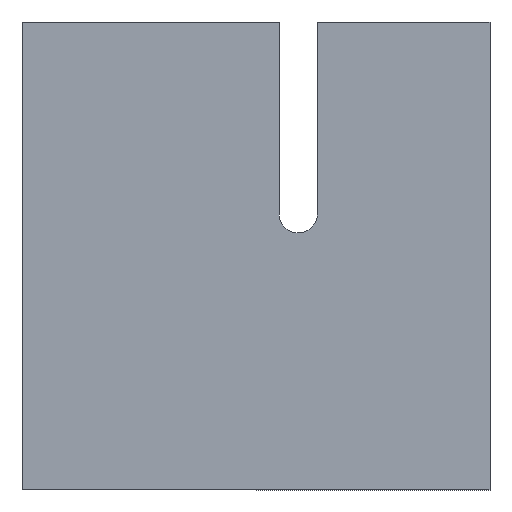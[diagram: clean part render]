
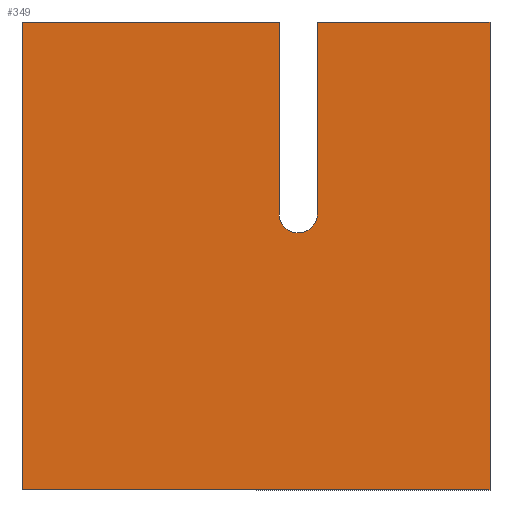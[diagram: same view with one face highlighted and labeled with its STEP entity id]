
A CAD part, front view. The second image highlights one B-rep face of the part: STEP entity #349.
In plain terms, the highlighted planar face has unit normal (0, -1, 0).
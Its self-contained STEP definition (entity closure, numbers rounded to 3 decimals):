
#4 = ORIENTED_EDGE ( 'NONE', *, *, #425, .F. ) ;
#5 = LINE ( 'NONE', #126, #475 ) ;
#11 = DIRECTION ( 'NONE',  ( 0., 0., 1. ) ) ;
#13 = CARTESIAN_POINT ( 'NONE',  ( 72., 0., 72. ) ) ;
#14 = EDGE_CURVE ( 'NONE', #318, #72, #5, .T. ) ;
#16 = EDGE_CURVE ( 'NONE', #420, #194, #148, .T. ) ;
#30 = CARTESIAN_POINT ( 'NONE',  ( 67., 0., 72. ) ) ;
#42 = CARTESIAN_POINT ( 'NONE',  ( 122., 0., 61. ) ) ;
#44 = EDGE_CURVE ( 'NONE', #72, #194, #153, .T. ) ;
#51 = AXIS2_PLACEMENT_3D ( 'NONE', #64, #141, #412 ) ;
#52 = DIRECTION ( 'NONE',  ( 0., 0., -1. ) ) ;
#59 = VERTEX_POINT ( 'NONE', #132 ) ;
#60 = VECTOR ( 'NONE', #129, 1000. ) ;
#64 = CARTESIAN_POINT ( 'NONE',  ( 122.01, 0., 122.01 ) ) ;
#72 = VERTEX_POINT ( 'NONE', #394 ) ;
#75 = FACE_OUTER_BOUND ( 'NONE', #86, .T. ) ;
#76 = DIRECTION ( 'NONE',  ( 0., 0., -1. ) ) ;
#86 = EDGE_LOOP ( 'NONE', ( #441, #118, #4, #137, #176, #218, #289, #166, #189 ) ) ;
#91 = DIRECTION ( 'NONE',  ( 0., -1., 0. ) ) ;
#94 = CARTESIAN_POINT ( 'NONE',  ( 122., 0., 122. ) ) ;
#95 = VERTEX_POINT ( 'NONE', #435 ) ;
#118 = ORIENTED_EDGE ( 'NONE', *, *, #124, .F. ) ;
#124 = EDGE_CURVE ( 'NONE', #59, #318, #179, .T. ) ;
#126 = CARTESIAN_POINT ( 'NONE',  ( 77., 0., 97. ) ) ;
#129 = DIRECTION ( 'NONE',  ( 1., 0., 0. ) ) ;
#132 = CARTESIAN_POINT ( 'NONE',  ( 72., 0., 67. ) ) ;
#137 = ORIENTED_EDGE ( 'NONE', *, *, #172, .T. ) ;
#141 = DIRECTION ( 'NONE',  ( 0., -1., 0. ) ) ;
#142 = CARTESIAN_POINT ( 'NONE',  ( 67., 0., 122. ) ) ;
#146 = CARTESIAN_POINT ( 'NONE',  ( 72., 0., 72. ) ) ;
#148 = LINE ( 'NONE', #42, #401 ) ;
#149 = EDGE_CURVE ( 'NONE', #382, #302, #437, .T. ) ;
#153 = LINE ( 'NONE', #392, #60 ) ;
#163 = CARTESIAN_POINT ( 'NONE',  ( 67., 0., 61. ) ) ;
#166 = ORIENTED_EDGE ( 'NONE', *, *, #16, .T. ) ;
#170 = LINE ( 'NONE', #163, #403 ) ;
#172 = EDGE_CURVE ( 'NONE', #466, #382, #170, .T. ) ;
#173 = DIRECTION ( 'NONE',  ( 0., 0., -1. ) ) ;
#174 = CARTESIAN_POINT ( 'NONE',  ( 0., 0., 122. ) ) ;
#176 = ORIENTED_EDGE ( 'NONE', *, *, #149, .T. ) ;
#179 = CIRCLE ( 'NONE', #274, 5. ) ;
#189 = ORIENTED_EDGE ( 'NONE', *, *, #44, .F. ) ;
#194 = VERTEX_POINT ( 'NONE', #94 ) ;
#211 = LINE ( 'NONE', #213, #328 ) ;
#213 = CARTESIAN_POINT ( 'NONE',  ( 61., 0., 0. ) ) ;
#215 = CARTESIAN_POINT ( 'NONE',  ( 122., 0., 0. ) ) ;
#216 = DIRECTION ( 'NONE',  ( 0., -1., 0. ) ) ;
#218 = ORIENTED_EDGE ( 'NONE', *, *, #285, .T. ) ;
#230 = AXIS2_PLACEMENT_3D ( 'NONE', #146, #216, #76 ) ;
#254 = LINE ( 'NONE', #367, #277 ) ;
#274 = AXIS2_PLACEMENT_3D ( 'NONE', #13, #91, #52 ) ;
#277 = VECTOR ( 'NONE', #173, 1000. ) ;
#284 = CARTESIAN_POINT ( 'NONE',  ( 61., 0., 122. ) ) ;
#285 = EDGE_CURVE ( 'NONE', #302, #95, #254, .T. ) ;
#289 = ORIENTED_EDGE ( 'NONE', *, *, #316, .T. ) ;
#302 = VERTEX_POINT ( 'NONE', #174 ) ;
#313 = DIRECTION ( 'NONE',  ( 0., 0., 1. ) ) ;
#316 = EDGE_CURVE ( 'NONE', #95, #420, #211, .T. ) ;
#318 = VERTEX_POINT ( 'NONE', #452 ) ;
#322 = VECTOR ( 'NONE', #362, 1000. ) ;
#328 = VECTOR ( 'NONE', #368, 1000. ) ;
#349 = ADVANCED_FACE ( 'NONE', ( #75 ), #370, .T. ) ;
#362 = DIRECTION ( 'NONE',  ( -1., 0., 0. ) ) ;
#367 = CARTESIAN_POINT ( 'NONE',  ( 0., 0., 61. ) ) ;
#368 = DIRECTION ( 'NONE',  ( 1., 0., 0. ) ) ;
#370 = PLANE ( 'NONE',  #51 ) ;
#382 = VERTEX_POINT ( 'NONE', #142 ) ;
#392 = CARTESIAN_POINT ( 'NONE',  ( 99.5, 0., 122. ) ) ;
#394 = CARTESIAN_POINT ( 'NONE',  ( 77., 0., 122. ) ) ;
#401 = VECTOR ( 'NONE', #313, 1000. ) ;
#403 = VECTOR ( 'NONE', #11, 1000. ) ;
#412 = DIRECTION ( 'NONE',  ( -1., 0., 0. ) ) ;
#420 = VERTEX_POINT ( 'NONE', #215 ) ;
#425 = EDGE_CURVE ( 'NONE', #466, #59, #426, .T. ) ;
#426 = CIRCLE ( 'NONE', #230, 5. ) ;
#429 = DIRECTION ( 'NONE',  ( 0., 0., 1. ) ) ;
#435 = CARTESIAN_POINT ( 'NONE',  ( 0., 0., 0. ) ) ;
#437 = LINE ( 'NONE', #284, #322 ) ;
#441 = ORIENTED_EDGE ( 'NONE', *, *, #14, .F. ) ;
#452 = CARTESIAN_POINT ( 'NONE',  ( 77., 0., 72. ) ) ;
#466 = VERTEX_POINT ( 'NONE', #30 ) ;
#475 = VECTOR ( 'NONE', #429, 1000. ) ;
